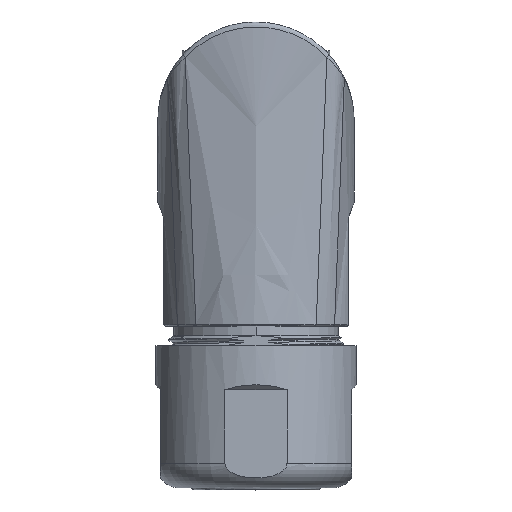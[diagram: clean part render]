
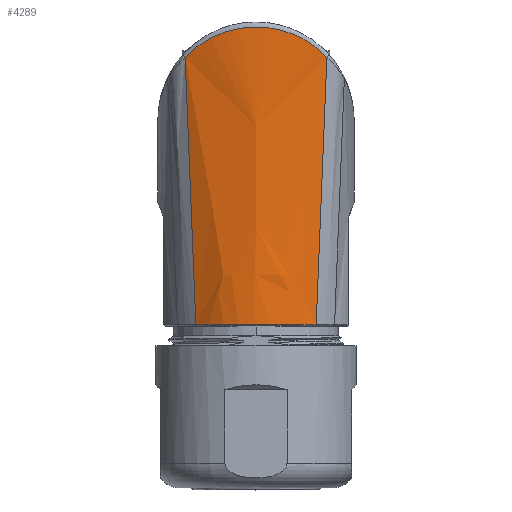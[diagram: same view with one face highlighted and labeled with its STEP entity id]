
A CAD part, top view. The second image highlights one B-rep face of the part: STEP entity #4289.
In plain terms, the highlighted free-form (B-spline) face has degree [3, 3] with [7, 4] control points.
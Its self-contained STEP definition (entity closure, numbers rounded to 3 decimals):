
#224=(
BOUNDED_CURVE()
B_SPLINE_CURVE(3,(#47893,#47894,#47895,#47896,#47897,#47898,#47899,#47900,
#47901,#47902,#47903,#47904,#47905,#47906,#47907,#47908,#47909,#47910,#47911,
#47912,#47913,#47914,#47915,#47916,#47917,#47918,#47919,#47920,#47921,#47922,
#47923,#47924,#47925,#47926,#47927,#47928,#47929,#47930),.UNSPECIFIED.,
 .F.,.F.)
B_SPLINE_CURVE_WITH_KNOTS((4,1,1,1,1,1,1,1,1,1,1,1,1,1,1,1,1,1,1,1,1,1,
1,1,1,1,1,1,1,1,1,1,1,1,1,4),(0.,0.03,0.06,
0.089,0.119,0.148,0.177,
0.206,0.234,0.263,0.291,
0.319,0.347,0.375,0.403,
0.431,0.458,0.486,0.514,
0.542,0.569,0.597,0.625,
0.653,0.681,0.709,0.737,
0.766,0.794,0.823,0.852,
0.881,0.911,0.94,0.97,1.),
 .UNSPECIFIED.)
CURVE()
GEOMETRIC_REPRESENTATION_ITEM()
RATIONAL_B_SPLINE_CURVE((1.175,1.175,1.175,
1.175,1.175,1.175,1.175,1.175,
1.175,1.175,1.175,1.175,1.175,
1.175,1.175,1.175,1.175,1.175,
1.175,1.175,1.175,1.175,1.175,
1.175,1.175,1.175,1.175,1.175,
1.175,1.175,1.175,1.175,1.175,
1.175,1.175,1.175,1.175,1.175))
REPRESENTATION_ITEM('')
);
#348=B_SPLINE_SURFACE_WITH_KNOTS('',3,3,((#48101,#48102,#48103,#48104),
(#48105,#48106,#48107,#48108),(#48109,#48110,#48111,#48112),(#48113,#48114,
#48115,#48116),(#48117,#48118,#48119,#48120),(#48121,#48122,#48123,#48124),
(#48125,#48126,#48127,#48128)),.UNSPECIFIED.,.F.,.F.,.F.,(4,1,1,1,4),(4,
4),(0.,0.019,0.5,0.981,1.),(0.,1.),
 .UNSPECIFIED.);
#1404=B_SPLINE_CURVE_WITH_KNOTS('',3,(#47748,#47749,#47750,#47751),
 .UNSPECIFIED.,.F.,.F.,(4,4),(0.,1.),.UNSPECIFIED.);
#1407=B_SPLINE_CURVE_WITH_KNOTS('',3,(#48091,#48092,#48093,#48094),
 .UNSPECIFIED.,.F.,.F.,(4,4),(0.,1.),.UNSPECIFIED.);
#1408=B_SPLINE_CURVE_WITH_KNOTS('',3,(#48096,#48097,#48098,#48099,#48100),
 .UNSPECIFIED.,.F.,.F.,(4,1,4),(0.,0.5,1.),.UNSPECIFIED.);
#4289=ADVANCED_FACE('',(#6790),#348,.F.);
#6790=FACE_OUTER_BOUND('',#8700,.T.);
#8700=EDGE_LOOP('',(#12730,#12731,#12732,#12733));
#12730=ORIENTED_EDGE('',*,*,#25613,.T.);
#12731=ORIENTED_EDGE('',*,*,#25614,.T.);
#12732=ORIENTED_EDGE('',*,*,#25606,.F.);
#12733=ORIENTED_EDGE('',*,*,#25612,.F.);
#22349=VERTEX_POINT('',#47752);
#22350=VERTEX_POINT('',#47753);
#22352=VERTEX_POINT('',#47892);
#22353=VERTEX_POINT('',#48095);
#25606=EDGE_CURVE('',#22349,#22350,#1404,.T.);
#25612=EDGE_CURVE('',#22352,#22349,#224,.T.);
#25613=EDGE_CURVE('',#22352,#22353,#1407,.T.);
#25614=EDGE_CURVE('',#22353,#22350,#1408,.T.);
#47748=CARTESIAN_POINT('',(7.228,6.42,9.231));
#47749=CARTESIAN_POINT('',(6.864,-2.657,8.79));
#47750=CARTESIAN_POINT('',(6.501,-11.735,8.35));
#47751=CARTESIAN_POINT('',(6.137,-20.813,7.91));
#47752=CARTESIAN_POINT('',(7.228,6.42,9.231));
#47753=CARTESIAN_POINT('',(6.137,-20.813,7.91));
#47892=CARTESIAN_POINT('',(-7.228,6.419,9.231));
#47893=CARTESIAN_POINT('',(-7.228,6.419,9.231));
#47894=CARTESIAN_POINT('',(-7.118,6.533,9.274));
#47895=CARTESIAN_POINT('',(-6.895,6.755,9.359));
#47896=CARTESIAN_POINT('',(-6.545,7.072,9.482));
#47897=CARTESIAN_POINT('',(-6.181,7.37,9.599));
#47898=CARTESIAN_POINT('',(-5.805,7.649,9.709));
#47899=CARTESIAN_POINT('',(-5.418,7.91,9.813));
#47900=CARTESIAN_POINT('',(-5.021,8.152,9.909));
#47901=CARTESIAN_POINT('',(-4.614,8.374,9.998));
#47902=CARTESIAN_POINT('',(-4.2,8.576,10.079));
#47903=CARTESIAN_POINT('',(-3.777,8.759,10.152));
#47904=CARTESIAN_POINT('',(-3.348,8.922,10.218));
#47905=CARTESIAN_POINT('',(-2.913,9.064,10.275));
#47906=CARTESIAN_POINT('',(-2.473,9.187,10.325));
#47907=CARTESIAN_POINT('',(-2.029,9.289,10.366));
#47908=CARTESIAN_POINT('',(-1.582,9.371,10.399));
#47909=CARTESIAN_POINT('',(-1.132,9.432,10.424));
#47910=CARTESIAN_POINT('',(-0.68,9.473,10.44));
#47911=CARTESIAN_POINT('',(-0.227,9.493,10.449));
#47912=CARTESIAN_POINT('',(0.227,9.494,10.449));
#47913=CARTESIAN_POINT('',(0.68,9.473,10.44));
#47914=CARTESIAN_POINT('',(1.132,9.432,10.424));
#47915=CARTESIAN_POINT('',(1.582,9.371,10.399));
#47916=CARTESIAN_POINT('',(2.029,9.289,10.366));
#47917=CARTESIAN_POINT('',(2.473,9.187,10.325));
#47918=CARTESIAN_POINT('',(2.913,9.065,10.275));
#47919=CARTESIAN_POINT('',(3.348,8.922,10.218));
#47920=CARTESIAN_POINT('',(3.777,8.759,10.152));
#47921=CARTESIAN_POINT('',(4.2,8.577,10.079));
#47922=CARTESIAN_POINT('',(4.614,8.374,9.998));
#47923=CARTESIAN_POINT('',(5.021,8.152,9.909));
#47924=CARTESIAN_POINT('',(5.418,7.911,9.813));
#47925=CARTESIAN_POINT('',(5.805,7.65,9.709));
#47926=CARTESIAN_POINT('',(6.181,7.371,9.599));
#47927=CARTESIAN_POINT('',(6.545,7.072,9.482));
#47928=CARTESIAN_POINT('',(6.895,6.756,9.359));
#47929=CARTESIAN_POINT('',(7.118,6.534,9.274));
#47930=CARTESIAN_POINT('',(7.228,6.42,9.231));
#48091=CARTESIAN_POINT('',(-7.228,6.419,9.23));
#48092=CARTESIAN_POINT('',(-6.864,-2.658,8.79));
#48093=CARTESIAN_POINT('',(-6.501,-11.735,8.35));
#48094=CARTESIAN_POINT('',(-6.137,-20.813,7.91));
#48095=CARTESIAN_POINT('',(-6.137,-20.813,7.91));
#48096=CARTESIAN_POINT('',(-6.137,-20.813,7.91));
#48097=CARTESIAN_POINT('',(-4.397,-20.813,9.253));
#48098=CARTESIAN_POINT('',(0.,-20.813,10.752));
#48099=CARTESIAN_POINT('',(4.397,-20.813,9.253));
#48100=CARTESIAN_POINT('',(6.137,-20.813,7.91));
#48101=CARTESIAN_POINT('',(6.318,-21.419,7.715));
#48102=CARTESIAN_POINT('',(6.766,-10.913,8.251));
#48103=CARTESIAN_POINT('',(7.214,-0.407,8.788));
#48104=CARTESIAN_POINT('',(7.661,10.099,9.324));
#48105=CARTESIAN_POINT('',(6.251,-21.419,7.771));
#48106=CARTESIAN_POINT('',(6.689,-10.913,8.298));
#48107=CARTESIAN_POINT('',(7.128,-0.407,8.826));
#48108=CARTESIAN_POINT('',(7.566,10.099,9.353));
#48109=CARTESIAN_POINT('',(4.473,-21.419,9.206));
#48110=CARTESIAN_POINT('',(4.676,-10.913,9.5));
#48111=CARTESIAN_POINT('',(4.879,-0.407,9.795));
#48112=CARTESIAN_POINT('',(5.082,10.099,10.089));
#48113=CARTESIAN_POINT('',(0.,-21.419,10.751));
#48114=CARTESIAN_POINT('',(0.,-10.913,10.771));
#48115=CARTESIAN_POINT('',(0.,-0.407,10.791));
#48116=CARTESIAN_POINT('',(0.,10.099,10.811));
#48117=CARTESIAN_POINT('',(-4.473,-21.419,9.206));
#48118=CARTESIAN_POINT('',(-4.676,-10.913,9.5));
#48119=CARTESIAN_POINT('',(-4.879,-0.407,9.795));
#48120=CARTESIAN_POINT('',(-5.082,10.099,10.089));
#48121=CARTESIAN_POINT('',(-6.251,-21.419,7.771));
#48122=CARTESIAN_POINT('',(-6.689,-10.913,8.298));
#48123=CARTESIAN_POINT('',(-7.128,-0.407,8.826));
#48124=CARTESIAN_POINT('',(-7.566,10.099,9.353));
#48125=CARTESIAN_POINT('',(-6.318,-21.419,7.715));
#48126=CARTESIAN_POINT('',(-6.766,-10.913,8.251));
#48127=CARTESIAN_POINT('',(-7.214,-0.407,8.788));
#48128=CARTESIAN_POINT('',(-7.661,10.099,9.324));
